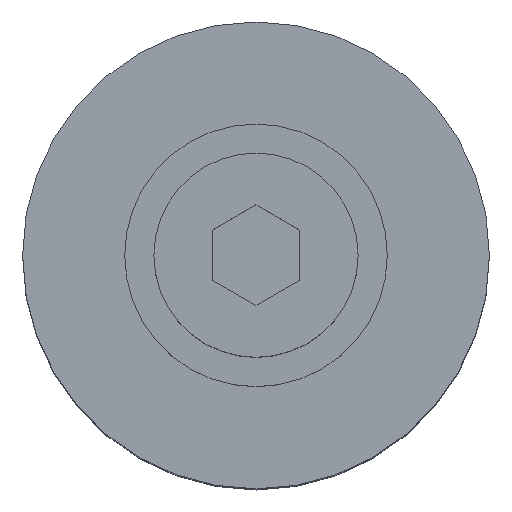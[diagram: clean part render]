
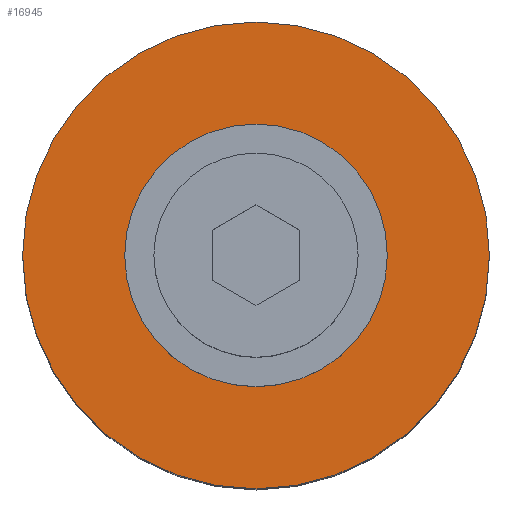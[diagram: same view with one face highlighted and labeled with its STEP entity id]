
A CAD part, top view. The second image highlights one B-rep face of the part: STEP entity #16945.
In plain terms, the highlighted planar face has unit normal (0, 0, 1).
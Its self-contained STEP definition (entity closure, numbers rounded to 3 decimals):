
#16815=CARTESIAN_POINT('Vertex',(8.,0.,2.)) ;
#16829=CARTESIAN_POINT('Vertex',(-8.,0.,2.)) ;
#16832=CARTESIAN_POINT('Axis2P3D Location',(0.,0.,2.)) ;
#16849=CARTESIAN_POINT('Axis2P3D Location',(0.,0.,2.)) ;
#16866=CARTESIAN_POINT('Axis2P3D Location',(0.,0.,2.)) ;
#16870=CARTESIAN_POINT('Vertex',(-3.,0.,2.)) ;
#16872=CARTESIAN_POINT('Vertex',(3.,0.,2.)) ;
#16901=CARTESIAN_POINT('Axis2P3D Location',(0.,0.,2.)) ;
#16932=CARTESIAN_POINT('Axis2P3D Location',(0.,0.,2.)) ;
#16833=DIRECTION('Axis2P3D Direction',(0.,0.,1.)) ;
#16850=DIRECTION('Axis2P3D Direction',(0.,0.,1.)) ;
#16867=DIRECTION('Axis2P3D Direction',(0.,0.,1.)) ;
#16902=DIRECTION('Axis2P3D Direction',(0.,0.,1.)) ;
#16933=DIRECTION('Axis2P3D Direction',(0.,0.,1.)) ;
#16934=DIRECTION('Axis2P3D XDirection',(1.,0.,0.)) ;
#16834=AXIS2_PLACEMENT_3D('Circle Axis2P3D',#16832,#16833,$) ;
#16851=AXIS2_PLACEMENT_3D('Circle Axis2P3D',#16849,#16850,$) ;
#16868=AXIS2_PLACEMENT_3D('Circle Axis2P3D',#16866,#16867,$) ;
#16903=AXIS2_PLACEMENT_3D('Circle Axis2P3D',#16901,#16902,$) ;
#16935=AXIS2_PLACEMENT_3D('Plane Axis2P3D',#16932,#16933,#16934) ;
#16835=CIRCLE('generated circle',#16834,8.) ;
#16852=CIRCLE('generated circle',#16851,8.) ;
#16869=CIRCLE('generated circle',#16868,3.) ;
#16904=CIRCLE('generated circle',#16903,3.) ;
#16936=PLANE('',#16935) ;
#16944=FACE_BOUND('',#16941,.T.) ;
#16836=EDGE_CURVE('',#16816,#16830,#16835,.T.) ;
#16853=EDGE_CURVE('',#16830,#16816,#16852,.T.) ;
#16874=EDGE_CURVE('',#16871,#16873,#16869,.T.) ;
#16905=EDGE_CURVE('',#16873,#16871,#16904,.T.) ;
#16938=ORIENTED_EDGE('',*,*,#16836,.T.) ;
#16939=ORIENTED_EDGE('',*,*,#16853,.T.) ;
#16942=ORIENTED_EDGE('',*,*,#16874,.F.) ;
#16943=ORIENTED_EDGE('',*,*,#16905,.F.) ;
#16937=EDGE_LOOP('',(#16938,#16939)) ;
#16941=EDGE_LOOP('',(#16942,#16943)) ;
#16816=VERTEX_POINT('',#16815) ;
#16830=VERTEX_POINT('',#16829) ;
#16871=VERTEX_POINT('',#16870) ;
#16873=VERTEX_POINT('',#16872) ;
#16945=ADVANCED_FACE('PartBody',(#16940,#16944),#16936,.T.) ;
#16940=FACE_OUTER_BOUND('',#16937,.T.) ;
